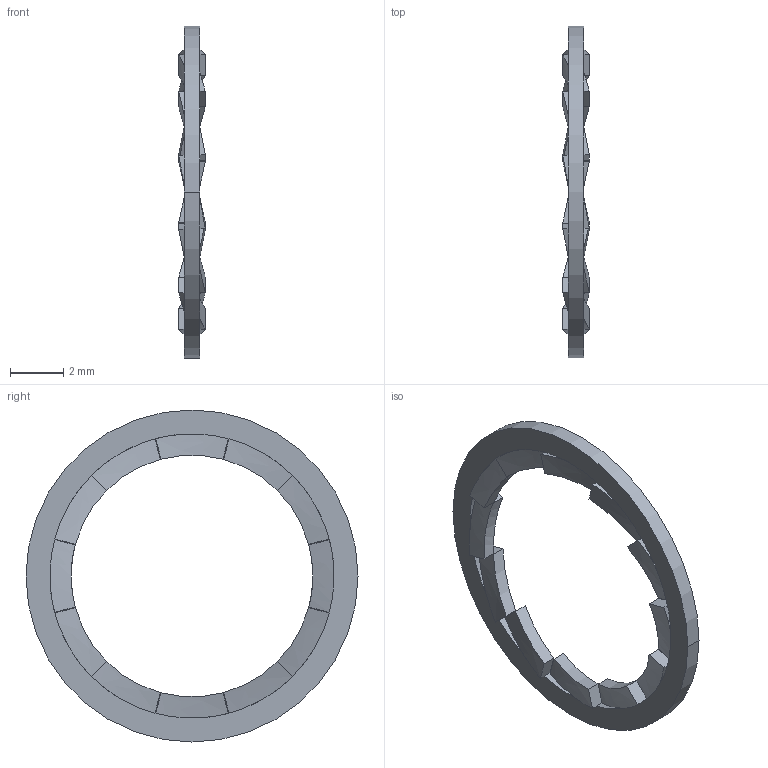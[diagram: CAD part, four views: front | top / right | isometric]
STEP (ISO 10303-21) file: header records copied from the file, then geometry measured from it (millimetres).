
FILE_DESCRIPTION((''),'2;1');
FILE_NAME('LEMO_ECG.0B.304.CLV_Part3.stp','2012-12-20T11:21:30',(''),(''),'Mechanical Desktop 2011','Mechanical Desktop 2011',', , ');
FILE_SCHEMA(('AUTOMOTIVE_DESIGN { 1 2 10303 214 1 1 1 1 }'));
Length unit declared in the file: millimetre
Products named in the file (1): Product
Bounding box: 1 x 12.5 x 12.5 mm (x, y, z)
Volume: 32.2 mm3; surface area: 172.1 mm2
Topology: 1 solids, 1 shells, 100 faces, 276 edges, 178 vertices
Faces by surface type: cylinder 50, plane 26, bspline 24
Entity records: 3819 total; most frequent: CARTESIAN_POINT 1447, ORIENTED_EDGE 552, DIRECTION 384, EDGE_CURVE 276, VERTEX_POINT 178, AXIS2_PLACEMENT_3D 131, VECTOR 122, LINE 122
